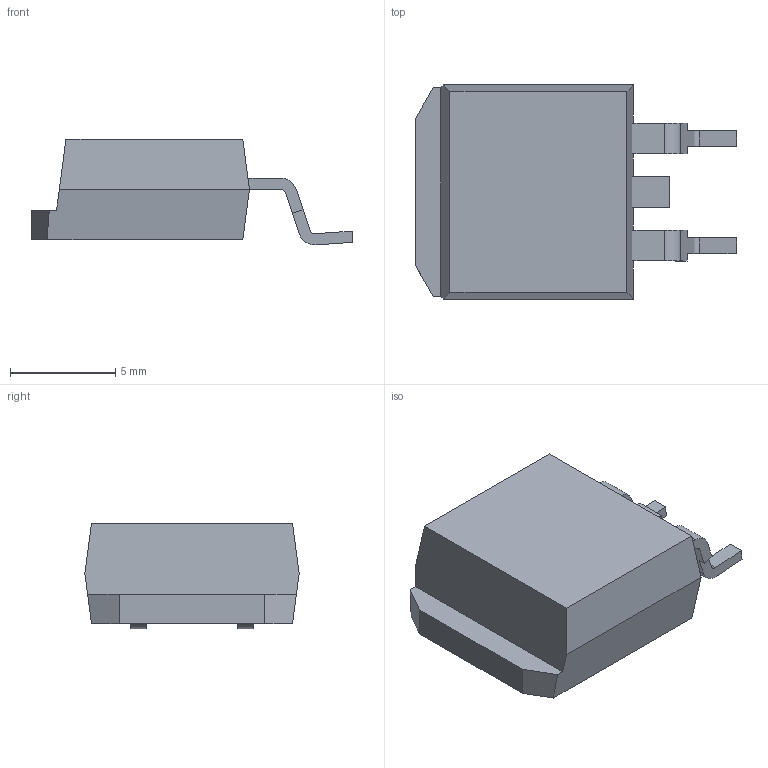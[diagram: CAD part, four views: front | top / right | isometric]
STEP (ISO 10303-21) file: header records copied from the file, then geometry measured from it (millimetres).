
FILE_DESCRIPTION(('FreeCAD Model'),'2;1');
FILE_NAME('SW3dPS-DPAK.step', '2016-08-10T18:20:55',('Author'),(''), 'Open CASCADE STEP processor 6.8','FreeCAD','Unknown');
FILE_SCHEMA(('AUTOMOTIVE_DESIGN_CC2 { 1 2 10303 214 -1 1 5 4 }'));
Length unit declared in the file: millimetre
Products named in the file (2): ASSEMBLY; SW3dPS-DPAK
Assembly tree (1 placements, depth 2):
  ASSEMBLY
    SW3dPS-DPAK
Bounding box: 15.26 x 10.16 x 5.02 mm (x, y, z)
Volume: 438.7 mm3; surface area: 416.7 mm2
Topology: 1 solids, 1 shells, 53 faces, 153 edges, 102 vertices
Faces by surface type: plane 45, cylinder 8
Entity records: 4843 total; most frequent: CARTESIAN_POINT 1432, DIRECTION 545, LINE 395, VECTOR 395, ORIENTED_EDGE 306, PCURVE 306, DEFINITIONAL_REPRESENTATION 306, EDGE_CURVE 153
